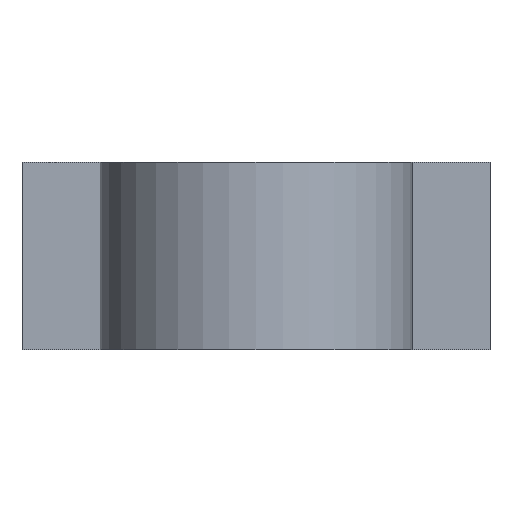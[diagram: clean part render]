
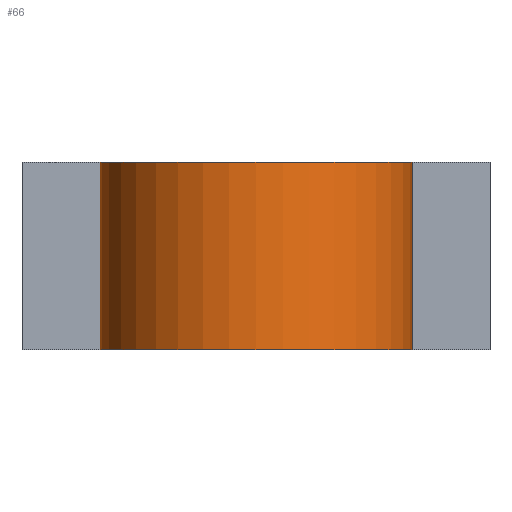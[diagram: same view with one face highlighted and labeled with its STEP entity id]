
A CAD part, front view. The second image highlights one B-rep face of the part: STEP entity #66.
In plain terms, the highlighted cylindrical face has radius 5 mm (diameter 10 mm), a partial arc.
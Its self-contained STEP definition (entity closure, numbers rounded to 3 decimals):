
#66=ADVANCED_FACE('',(#185),#187,.T.);
#185=FACE_BOUND('',#186,.T.);
#186=EDGE_LOOP('',(#343,#344,#345,#346));
#187=CYLINDRICAL_SURFACE('',#188,5.);
#188=AXIS2_PLACEMENT_3D('',#189,#190,#191);
#189=CARTESIAN_POINT('',(0.,-9.5,0.));
#190=DIRECTION('',(0.,0.,1.));
#191=DIRECTION('',(-1.,0.,0.));
#343=ORIENTED_EDGE('',*,*,#431,.T.);
#344=ORIENTED_EDGE('',*,*,#432,.F.);
#345=ORIENTED_EDGE('',*,*,#433,.F.);
#346=ORIENTED_EDGE('',*,*,#402,.T.);
#402=EDGE_CURVE('',#470,#467,#471,.T.);
#431=EDGE_CURVE('',#467,#517,#519,.T.);
#432=EDGE_CURVE('',#520,#517,#521,.T.);
#433=EDGE_CURVE('',#470,#520,#522,.T.);
#467=VERTEX_POINT('',#585);
#470=VERTEX_POINT('',#590);
#471=CIRCLE('',#591,5.);
#517=VERTEX_POINT('',#699);
#519=LINE('',#703,#704);
#520=VERTEX_POINT('',#706);
#521=CIRCLE('',#707,5.);
#522=LINE('',#711,#712);
#585=CARTESIAN_POINT('',(5.,-9.5,-2.));
#590=CARTESIAN_POINT('',(-5.,-9.5,-2.));
#591=AXIS2_PLACEMENT_3D('',#592,#593,#594);
#592=CARTESIAN_POINT('',(0.,-9.5,-2.));
#593=DIRECTION('',(0.,0.,1.));
#594=DIRECTION('',(-1.,0.,0.));
#699=CARTESIAN_POINT('',(5.,-9.5,4.));
#703=CARTESIAN_POINT('',(5.,-9.5,-2.));
#704=VECTOR('',#705,1.);
#705=DIRECTION('',(0.,0.,1.));
#706=CARTESIAN_POINT('',(-5.,-9.5,4.));
#707=AXIS2_PLACEMENT_3D('',#708,#709,#710);
#708=CARTESIAN_POINT('',(0.,-9.5,4.));
#709=DIRECTION('',(0.,0.,1.));
#710=DIRECTION('',(-1.,0.,0.));
#711=CARTESIAN_POINT('',(-5.,-9.5,-2.));
#712=VECTOR('',#713,1.);
#713=DIRECTION('',(0.,0.,1.));
